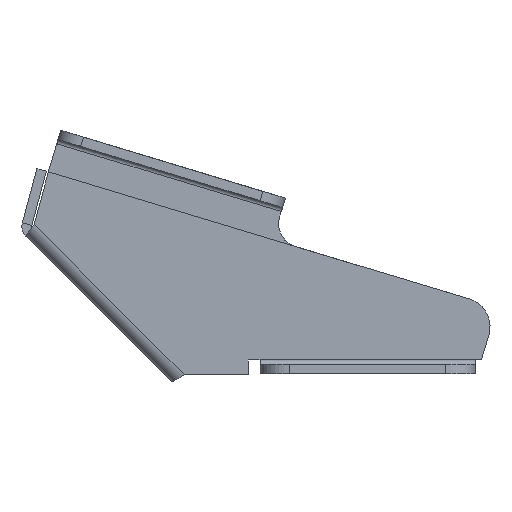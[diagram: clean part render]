
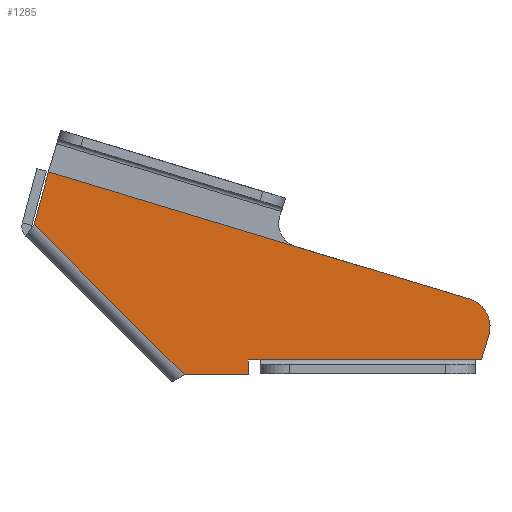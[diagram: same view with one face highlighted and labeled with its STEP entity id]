
A CAD part, front view. The second image highlights one B-rep face of the part: STEP entity #1285.
In plain terms, the highlighted planar face has unit normal (0, -1, 0).
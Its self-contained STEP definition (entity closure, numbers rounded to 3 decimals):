
#10 = VECTOR ( 'NONE', #2160, 1000. ) ;
#64 = EDGE_CURVE ( 'NONE', #2241, #1869, #2042, .T. ) ;
#127 = VERTEX_POINT ( 'NONE', #367 ) ;
#134 = AXIS2_PLACEMENT_3D ( 'NONE', #2048, #1711, #1835 ) ;
#208 = LINE ( 'NONE', #1919, #10 ) ;
#212 = EDGE_CURVE ( 'NONE', #1116, #1152, #1949, .T. ) ;
#315 = CARTESIAN_POINT ( 'NONE',  ( 1234.047, -74.188, 37.148 ) ) ;
#325 = EDGE_CURVE ( 'NONE', #127, #1116, #1934, .T. ) ;
#351 = CARTESIAN_POINT ( 'NONE',  ( 1199.938, -74.188, 37.148 ) ) ;
#366 = EDGE_CURVE ( 'NONE', #1869, #1866, #1573, .T. ) ;
#367 = CARTESIAN_POINT ( 'NONE',  ( 1223.088, -74.188, 34.648 ) ) ;
#394 = VERTEX_POINT ( 'NONE', #2288 ) ;
#452 = LINE ( 'NONE', #1978, #583 ) ;
#481 = CARTESIAN_POINT ( 'NONE',  ( 1197.518, -74.188, 60.219 ) ) ;
#501 = LINE ( 'NONE', #2799, #527 ) ;
#527 = VECTOR ( 'NONE', #2503, 1000. ) ;
#539 = CARTESIAN_POINT ( 'NONE',  ( 1234.047, -74.188, 69.25 ) ) ;
#558 = EDGE_CURVE ( 'NONE', #1152, #2258, #1174, .T. ) ;
#583 = VECTOR ( 'NONE', #1756, 1000. ) ;
#606 = CARTESIAN_POINT ( 'NONE',  ( 1199.938, -74.188, 34.648 ) ) ;
#703 = ORIENTED_EDGE ( 'NONE', *, *, #2611, .F. ) ;
#708 = ORIENTED_EDGE ( 'NONE', *, *, #2463, .T. ) ;
#717 = DIRECTION ( 'NONE',  ( 1., 0., 0. ) ) ;
#732 = ORIENTED_EDGE ( 'NONE', *, *, #558, .T. ) ;
#761 = DIRECTION ( 'NONE',  ( 1., 0., 0. ) ) ;
#794 = ORIENTED_EDGE ( 'NONE', *, *, #2498, .T. ) ;
#863 = CARTESIAN_POINT ( 'NONE',  ( 1199.938, -74.188, 69.25 ) ) ;
#915 = CARTESIAN_POINT ( 'NONE',  ( 1270.285, -74.188, 42.767 ) ) ;
#917 = ORIENTED_EDGE ( 'NONE', *, *, #64, .T. ) ;
#958 = CARTESIAN_POINT ( 'NONE',  ( 1272.753, -74.188, 37.148 ) ) ;
#1022 = DIRECTION ( 'NONE',  ( -1., 0., 0. ) ) ;
#1116 = VERTEX_POINT ( 'NONE', #2758 ) ;
#1147 = FACE_OUTER_BOUND ( 'NONE', #1982, .T. ) ;
#1152 = VERTEX_POINT ( 'NONE', #315 ) ;
#1174 = LINE ( 'NONE', #351, #1503 ) ;
#1202 = AXIS2_PLACEMENT_3D ( 'NONE', #915, #2764, #1022 ) ;
#1285 = ADVANCED_FACE ( 'NONE', ( #1147 ), #1655, .F. ) ;
#1353 = DIRECTION ( 'NONE',  ( -0.957, 0., 0.289 ) ) ;
#1412 = EDGE_CURVE ( 'NONE', #2382, #2241, #2404, .T. ) ;
#1503 = VECTOR ( 'NONE', #761, 1000. ) ;
#1556 = ORIENTED_EDGE ( 'NONE', *, *, #212, .T. ) ;
#1573 = LINE ( 'NONE', #863, #2401 ) ;
#1642 = CARTESIAN_POINT ( 'NONE',  ( 1271.731, -74.188, 47.554 ) ) ;
#1655 = PLANE ( 'NONE',  #134 ) ;
#1676 = CARTESIAN_POINT ( 'NONE',  ( 1199.938, -74.188, 69.25 ) ) ;
#1685 = VECTOR ( 'NONE', #2906, 1000. ) ;
#1693 = ORIENTED_EDGE ( 'NONE', *, *, #1412, .T. ) ;
#1711 = DIRECTION ( 'NONE',  ( 0., 1., 0. ) ) ;
#1756 = DIRECTION ( 'NONE',  ( 1., 0., 0. ) ) ;
#1835 = DIRECTION ( 'NONE',  ( -1., 0., 0. ) ) ;
#1866 = VERTEX_POINT ( 'NONE', #1676 ) ;
#1869 = VERTEX_POINT ( 'NONE', #1642 ) ;
#1915 = VECTOR ( 'NONE', #2775, 1000. ) ;
#1919 = CARTESIAN_POINT ( 'NONE',  ( 1197.518, -74.188, 60.219 ) ) ;
#1934 = LINE ( 'NONE', #606, #2089 ) ;
#1949 = LINE ( 'NONE', #539, #1685 ) ;
#1978 = CARTESIAN_POINT ( 'NONE',  ( 1199.938, -74.188, 37.148 ) ) ;
#1982 = EDGE_LOOP ( 'NONE', ( #1693, #917, #2159, #708, #703, #2140, #1556, #732, #2136, #794 ) ) ;
#2042 = CIRCLE ( 'NONE', #1202, 5. ) ;
#2048 = CARTESIAN_POINT ( 'NONE',  ( 1199.938, -74.188, 69.25 ) ) ;
#2089 = VECTOR ( 'NONE', #717, 1000. ) ;
#2136 = ORIENTED_EDGE ( 'NONE', *, *, #2861, .F. ) ;
#2140 = ORIENTED_EDGE ( 'NONE', *, *, #325, .T. ) ;
#2154 = VERTEX_POINT ( 'NONE', #481 ) ;
#2159 = ORIENTED_EDGE ( 'NONE', *, *, #366, .T. ) ;
#2160 = DIRECTION ( 'NONE',  ( -0.707, 0., 0.707 ) ) ;
#2241 = VERTEX_POINT ( 'NONE', #2718 ) ;
#2258 = VERTEX_POINT ( 'NONE', #2760 ) ;
#2288 = CARTESIAN_POINT ( 'NONE',  ( 1272.753, -74.188, 37.148 ) ) ;
#2382 = VERTEX_POINT ( 'NONE', #2867 ) ;
#2401 = VECTOR ( 'NONE', #1353, 1000. ) ;
#2404 = LINE ( 'NONE', #2844, #1915 ) ;
#2441 = VECTOR ( 'NONE', #2462, 1000. ) ;
#2462 = DIRECTION ( 'NONE',  ( -1., 0., 0. ) ) ;
#2463 = EDGE_CURVE ( 'NONE', #1866, #2154, #501, .T. ) ;
#2498 = EDGE_CURVE ( 'NONE', #394, #2382, #452, .T. ) ;
#2503 = DIRECTION ( 'NONE',  ( -0.259, 0., -0.966 ) ) ;
#2611 = EDGE_CURVE ( 'NONE', #127, #2154, #208, .T. ) ;
#2693 = LINE ( 'NONE', #958, #2441 ) ;
#2718 = CARTESIAN_POINT ( 'NONE',  ( 1275.071, -74.188, 41.321 ) ) ;
#2758 = CARTESIAN_POINT ( 'NONE',  ( 1234.047, -74.188, 34.648 ) ) ;
#2760 = CARTESIAN_POINT ( 'NONE',  ( 1236.047, -74.188, 37.148 ) ) ;
#2764 = DIRECTION ( 'NONE',  ( 0., -1., 0. ) ) ;
#2775 = DIRECTION ( 'NONE',  ( 0.289, 0., 0.957 ) ) ;
#2799 = CARTESIAN_POINT ( 'NONE',  ( 1199.938, -74.188, 69.25 ) ) ;
#2844 = CARTESIAN_POINT ( 'NONE',  ( 1276.517, -74.188, 46.107 ) ) ;
#2861 = EDGE_CURVE ( 'NONE', #394, #2258, #2693, .T. ) ;
#2867 = CARTESIAN_POINT ( 'NONE',  ( 1273.81, -74.188, 37.148 ) ) ;
#2906 = DIRECTION ( 'NONE',  ( 0., 0., 1. ) ) ;
